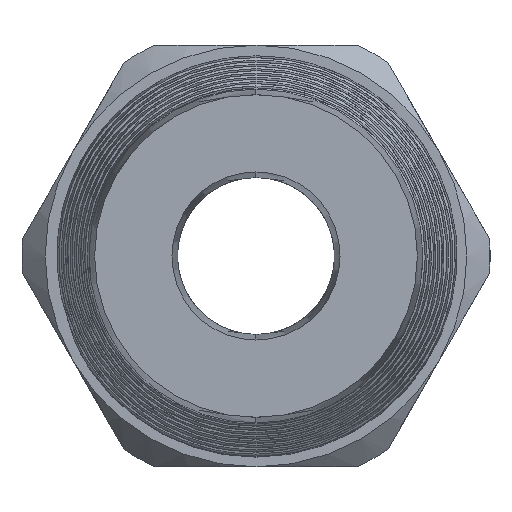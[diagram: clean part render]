
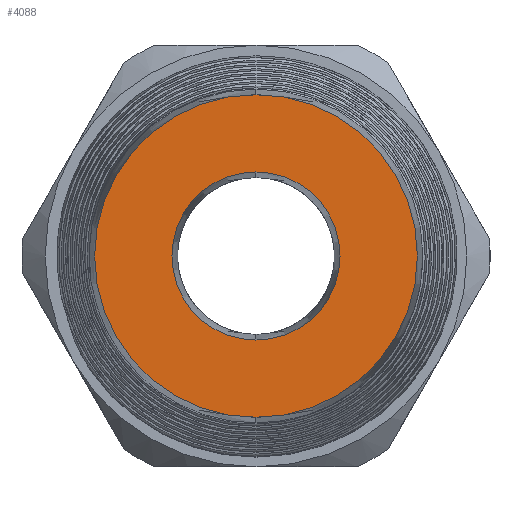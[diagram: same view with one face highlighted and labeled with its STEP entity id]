
A CAD part, left-side view. The second image highlights one B-rep face of the part: STEP entity #4088.
In plain terms, the highlighted planar face has unit normal (-1, 0, 0).
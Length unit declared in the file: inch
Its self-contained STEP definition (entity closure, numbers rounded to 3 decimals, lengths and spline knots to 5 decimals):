
#2368 = CARTESIAN_POINT ( 'NONE',  ( -3.85, 0., -0.35965 ) ) ;
#2374 = CARTESIAN_POINT ( 'NONE',  ( -3.85, 0., 0.35965 ) ) ;
#2375 = DIRECTION ( 'NONE',  ( 0., 0., 1. ) ) ;
#2376 = DIRECTION ( 'NONE',  ( -1., 0., 0. ) ) ;
#2377 = CARTESIAN_POINT ( 'NONE',  ( -3.85, 0., 0. ) ) ;
#2378 = AXIS2_PLACEMENT_3D ( 'NONE', #2377, #2376, #2375 ) ;
#2379 = CIRCLE ( 'NONE', #2378, 0.35965 ) ;
#2390 = CARTESIAN_POINT ( 'NONE',  ( -3.85, 0., 0. ) ) ;
#2391 = AXIS2_PLACEMENT_3D ( 'NONE', #2390, #2463, #2462 ) ;
#2392 = CIRCLE ( 'NONE', #2391, 0.18738 ) ;
#2460 = CARTESIAN_POINT ( 'NONE',  ( -3.85, 0., -0.18738 ) ) ;
#2461 = CARTESIAN_POINT ( 'NONE',  ( -3.85, 0., 0.18738 ) ) ;
#2462 = DIRECTION ( 'NONE',  ( 0., 0., 1. ) ) ;
#2463 = DIRECTION ( 'NONE',  ( -1., 0., 0. ) ) ;
#3972 = ORIENTED_EDGE ( 'NONE', *, *, #7657, .T. ) ;
#4004 = ORIENTED_EDGE ( 'NONE', *, *, #7669, .F. ) ;
#4014 = EDGE_LOOP ( 'NONE', ( #4015, #4004 ) ) ;
#4015 = ORIENTED_EDGE ( 'NONE', *, *, #4016, .F. ) ;
#4016 = EDGE_CURVE ( 'NONE', #7671, #7672, #10438, .T. ) ;
#4032 = ORIENTED_EDGE ( 'NONE', *, *, #4067, .T. ) ;
#4050 = EDGE_LOOP ( 'NONE', ( #4032, #3972 ) ) ;
#4067 = EDGE_CURVE ( 'NONE', #7658, #7660, #10428, .T. ) ;
#4088 = ADVANCED_FACE ( 'NONE', ( #10416, #10415 ), #10421, .T. ) ;
#7657 = EDGE_CURVE ( 'NONE', #7660, #7658, #2379, .T. ) ;
#7658 = VERTEX_POINT ( 'NONE', #2374 ) ;
#7660 = VERTEX_POINT ( 'NONE', #2368 ) ;
#7669 = EDGE_CURVE ( 'NONE', #7672, #7671, #2392, .T. ) ;
#7671 = VERTEX_POINT ( 'NONE', #2461 ) ;
#7672 = VERTEX_POINT ( 'NONE', #2460 ) ;
#10411 = DIRECTION ( 'NONE',  ( 0., 0., 1. ) ) ;
#10412 = DIRECTION ( 'NONE',  ( -1., 0., 0. ) ) ;
#10413 = CARTESIAN_POINT ( 'NONE',  ( -3.85, 0., 0. ) ) ;
#10414 = AXIS2_PLACEMENT_3D ( 'NONE', #10413, #10412, #10411 ) ;
#10415 = FACE_BOUND ( 'NONE', #4014, .T. ) ;
#10416 = FACE_OUTER_BOUND ( 'NONE', #4050, .T. ) ;
#10421 = PLANE ( 'NONE',  #10414 ) ;
#10424 = DIRECTION ( 'NONE',  ( 0., 0., 1. ) ) ;
#10425 = DIRECTION ( 'NONE',  ( -1., 0., 0. ) ) ;
#10426 = CARTESIAN_POINT ( 'NONE',  ( -3.85, 0., 0. ) ) ;
#10427 = AXIS2_PLACEMENT_3D ( 'NONE', #10426, #10425, #10424 ) ;
#10428 = CIRCLE ( 'NONE', #10427, 0.35965 ) ;
#10430 = DIRECTION ( 'NONE',  ( 0., 0., 1. ) ) ;
#10431 = DIRECTION ( 'NONE',  ( -1., 0., 0. ) ) ;
#10432 = CARTESIAN_POINT ( 'NONE',  ( -3.85, 0., 0. ) ) ;
#10433 = AXIS2_PLACEMENT_3D ( 'NONE', #10432, #10431, #10430 ) ;
#10438 = CIRCLE ( 'NONE', #10433, 0.18738 ) ;
